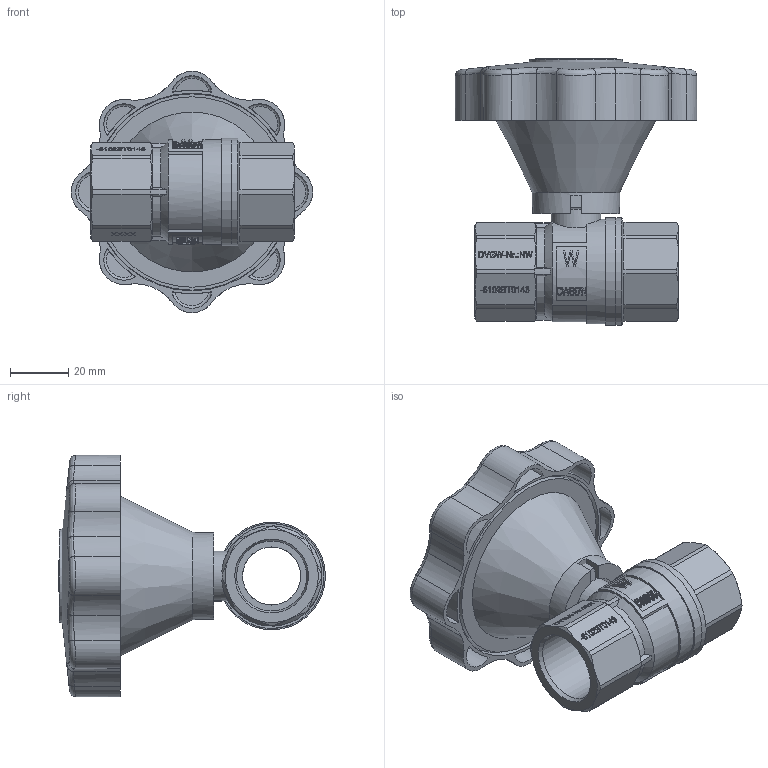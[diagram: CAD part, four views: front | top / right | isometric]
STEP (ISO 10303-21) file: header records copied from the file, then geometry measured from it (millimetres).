
FILE_DESCRIPTION(/* description */ ('Unknown'),/* implementation_level */ '2;1');
FILE_NAME(/* name */ '762-05',/* time_stamp */ '2022-08-09T09:01:34+02:00',/* author */ ('Unknown'),/* organization */ ('Unknown'),/* preprocessor_version */ 'ST-DEVELOPER v16.7',/* originating_system */ 'Solid Edge',/* authorisation */ 'Unknown');
FILE_SCHEMA (('AUTOMOTIVE_DESIGN {1 0 10303 214 3 1 1}'));
Length unit declared in the file: millimetre
Products named in the file (12): 762-05; Kvrper-co_oa_0; Einschraubteil; Kvrper; Spindel-co_oa_1; 600-3_4-Stopfbuchse; 600-3_4-Spindel; 96000762-04_Handle; 96000762-04_Handle cover; 96000762-04_Handle plate; 96000762-04_Handle body; 96000762-04_painter
Assembly tree (11 placements, depth 3):
  762-05
    Kvrper-co_oa_0
      Einschraubteil
      Kvrper
    Spindel-co_oa_1
      600-3_4-Stopfbuchse
      600-3_4-Spindel
    96000762-04_Handle
      96000762-04_Handle cover
      96000762-04_Handle plate
      96000762-04_Handle body
      96000762-04_painter
Bounding box: 83 x 91.8 x 83 mm (x, y, z)
Volume: 86434.3 mm3; surface area: 77196.5 mm2
Topology: 8 solids, 8 shells, 1963 faces, 5385 edges, 3567 vertices
Faces by surface type: plane 1619, cylinder 184, bspline 75, cone 72, torus 11, sphere 2
Full cylindrical faces by diameter (mm): 5.5 x4, 6.6 x1, 8.9 x2, 9.1 x1, 9.3 x1, 10 x4, 10.5 x1, 11 x1, 12 x1, 12.5 x1, 13 x5, 14 x1, 14.5 x1, 15 x1, 17 x1, 17.5 x1, 19 x1, 20 x2, 24.117 x2, 27 x2, 29 x1, 30 x2, 31.5 x1, 32 x2, 33 x1, 33.5 x1, 35 x1, 36 x1, 37 x2, 56 x1
Entity records: 65514 total; most frequent: CARTESIAN_POINT 15103, ORIENTED_EDGE 10554, DIRECTION 10274, EDGE_CURVE 5277, LINE 3604, VECTOR 3604, VERTEX_POINT 3542, AXIS2_PLACEMENT_3D 3335
